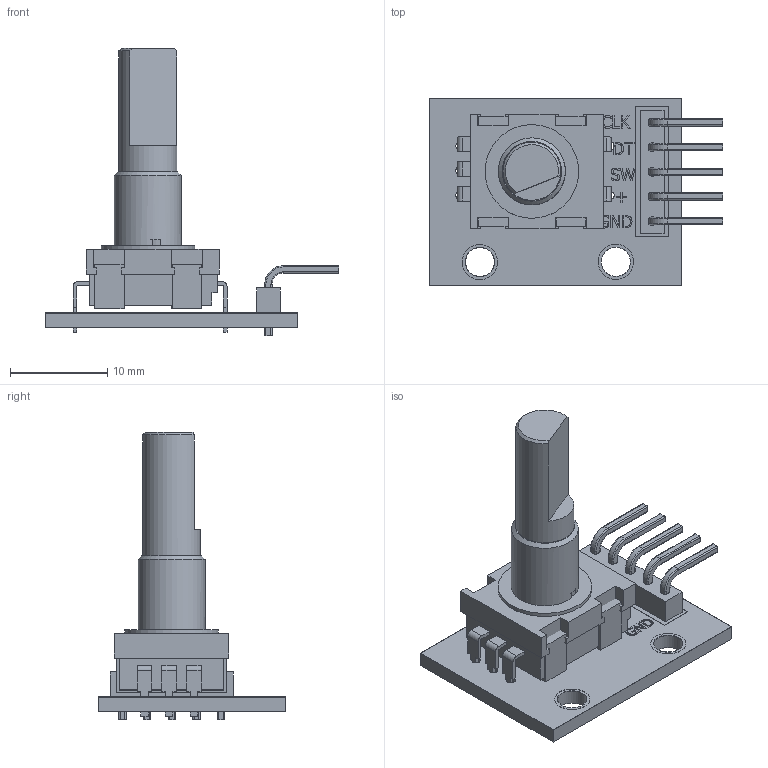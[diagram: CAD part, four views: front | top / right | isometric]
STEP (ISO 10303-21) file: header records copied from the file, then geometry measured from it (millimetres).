
FILE_DESCRIPTION(/* description */ (''),/* implementation_level */ '2;1');
FILE_NAME(/* name */ '182b3b49-b8d5-4ec3-8355-a9b795b3663f.stp',/* time_stamp */ '2023-12-12T15:36:47Z',/* author */ (''),/* organization */ (''),/* preprocessor_version */ 'ST-DEVELOPER v20',/* originating_system */ 'Autodesk Translation Framework v12.14.0.127',/* authorisation */ '');
FILE_SCHEMA (('AUTOMOTIVE_DESIGN { 1 0 10303 214 3 1 1 }'));
Length unit declared in the file: millimetre
Products named in the file (10): rotary encoder_14mm_hole_spc; pcb; mtg flange; body_encoder; 5 pin header; 90d pin_header; decal_encoder; body_2; shaft_encoder; pins_encoder body_2
Assembly tree (20 placements, depth 2):
  rotary encoder_14mm_hole_spc
    pcb
    mtg flange
    body_encoder
    5 pin header
    90d pin_header  x5
    decal_encoder
    body_2  x4
    pins_encoder body_2  x5
    shaft_encoder
Bounding box: 30.23 x 19.33 x 29.57 mm (x, y, z)
Volume: 2344.4 mm3; surface area: 4421.3 mm2
Topology: 34 solids, 34 shells, 522 faces, 1312 edges, 861 vertices
Faces by surface type: plane 333, cylinder 105, bspline 62, torus 20, cone 2
Full cylindrical faces by diameter (mm): 0.762 x15, 0.889 x15, 2.972 x1, 2.997 x1, 3 x6, 3.629 x1, 3.632 x1, 5.969 x1, 6.909 x1, 9.652 x1
Entity records: 11394 total; most frequent: CARTESIAN_POINT 2665, ORIENTED_EDGE 1776, DIRECTION 1520, EDGE_CURVE 888, LINE 636, VECTOR 636, VERTEX_POINT 589, AXIS2_PLACEMENT_3D 442
